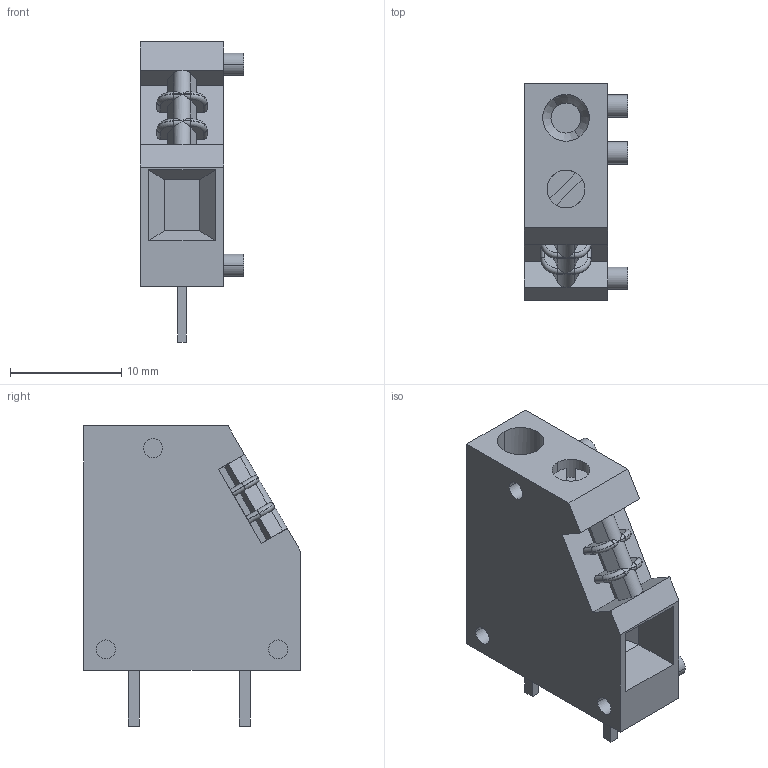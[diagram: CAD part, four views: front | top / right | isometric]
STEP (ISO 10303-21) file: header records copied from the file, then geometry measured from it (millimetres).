
FILE_DESCRIPTION((''),'2;1');
FILE_NAME('WIELAND_25.700.0153.0.stp','2013-11-28T14:48:59',(''),(''),'Mechanical Desktop 2011','Mechanical Desktop 2011',', , ');
FILE_SCHEMA(('AUTOMOTIVE_DESIGN { 1 2 10303 214 1 1 1 1 }'));
Length unit declared in the file: millimetre
Products named in the file (1): Product
Bounding box: 9.3 x 19.5 x 27 mm (x, y, z)
Volume: 2306.2 mm3; surface area: 2044.2 mm2
Topology: 4 solids, 4 shells, 138 faces, 334 edges, 213 vertices
Faces by surface type: plane 85, cylinder 43, torus 8, cone 2
Entity records: 4160 total; most frequent: CARTESIAN_POINT 806, DIRECTION 705, ORIENTED_EDGE 668, EDGE_CURVE 334, AXIS2_PLACEMENT_3D 240, VECTOR 225, LINE 225, VERTEX_POINT 213
